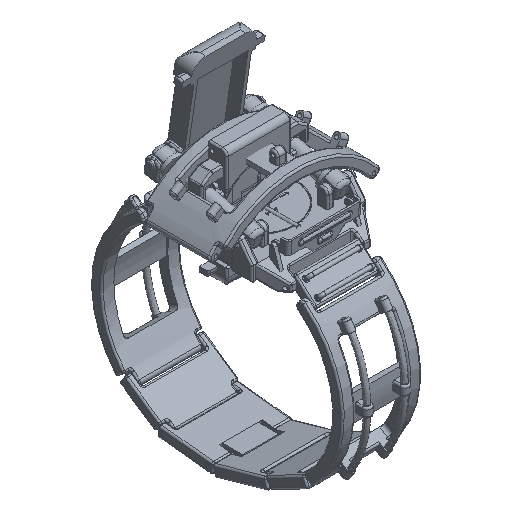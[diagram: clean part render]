
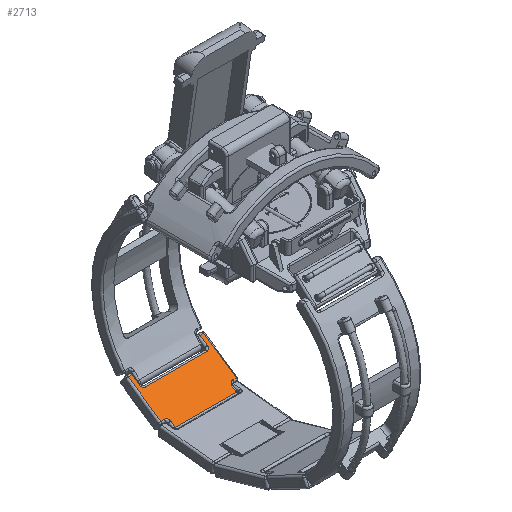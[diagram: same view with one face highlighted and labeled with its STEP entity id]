
A CAD part, isometric view. The second image highlights one B-rep face of the part: STEP entity #2713.
In plain terms, the highlighted face is planar.
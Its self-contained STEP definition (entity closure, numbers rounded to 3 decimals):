
#2713 = ADVANCED_FACE( '', ( #5635 ), #5636, .T. );
#5635 = FACE_OUTER_BOUND( '', #10147, .T. );
#5636 = PLANE( '', #10148 );
#10147 = EDGE_LOOP( '', ( #17378, #17379, #17380, #17381, #17382, #17383, #17384, #17385, #17386, #17387, #17388, #17389, #17390, #17391, #17392, #17393 ) );
#10148 = AXIS2_PLACEMENT_3D( '', #17394, #17395, #17396 );
#17378 = ORIENTED_EDGE( '', *, *, #19234, .F. );
#17379 = ORIENTED_EDGE( '', *, *, #19683, .T. );
#17380 = ORIENTED_EDGE( '', *, *, #20315, .T. );
#17381 = ORIENTED_EDGE( '', *, *, #19533, .T. );
#17382 = ORIENTED_EDGE( '', *, *, #20193, .T. );
#17383 = ORIENTED_EDGE( '', *, *, #20299, .F. );
#17384 = ORIENTED_EDGE( '', *, *, #19358, .T. );
#17385 = ORIENTED_EDGE( '', *, *, #18953, .F. );
#17386 = ORIENTED_EDGE( '', *, *, #20290, .T. );
#17387 = ORIENTED_EDGE( '', *, *, #18652, .T. );
#17388 = ORIENTED_EDGE( '', *, *, #18147, .T. );
#17389 = ORIENTED_EDGE( '', *, *, #20235, .T. );
#17390 = ORIENTED_EDGE( '', *, *, #19811, .F. );
#17391 = ORIENTED_EDGE( '', *, *, #19187, .T. );
#17392 = ORIENTED_EDGE( '', *, *, #20357, .T. );
#17393 = ORIENTED_EDGE( '', *, *, #19356, .T. );
#17394 = CARTESIAN_POINT( '', ( 9., 0., -4.5 ) );
#17395 = DIRECTION( '', ( 0., -1., 0. ) );
#17396 = DIRECTION( '', ( 0., 0., -1. ) );
#18147 = EDGE_CURVE( '', #21330, #21335, #21337, .F. );
#18652 = EDGE_CURVE( '', #22136, #21330, #22137, .F. );
#18953 = EDGE_CURVE( '', #22584, #22586, #22587, .T. );
#19187 = EDGE_CURVE( '', #22921, #22531, #22923, .F. );
#19234 = EDGE_CURVE( '', #22990, #22986, #22992, .T. );
#19356 = EDGE_CURVE( '', #22949, #22986, #23160, .F. );
#19358 = EDGE_CURVE( '', #23162, #22586, #23163, .F. );
#19533 = EDGE_CURVE( '', #23383, #21729, #23384, .F. );
#19683 = EDGE_CURVE( '', #22990, #22036, #23575, .F. );
#19811 = EDGE_CURVE( '', #22921, #23732, #23734, .T. );
#20193 = EDGE_CURVE( '', #21729, #24171, #24173, .F. );
#20235 = EDGE_CURVE( '', #21335, #23732, #24217, .F. );
#20290 = EDGE_CURVE( '', #22584, #22136, #24273, .F. );
#20299 = EDGE_CURVE( '', #23162, #24171, #24282, .T. );
#20315 = EDGE_CURVE( '', #22036, #23383, #24298, .F. );
#20357 = EDGE_CURVE( '', #22531, #22949, #24341, .F. );
#21330 = VERTEX_POINT( '', #25995 );
#21335 = VERTEX_POINT( '', #26001 );
#21337 = LINE( '', #26003, #26004 );
#21729 = VERTEX_POINT( '', #26551 );
#22036 = VERTEX_POINT( '', #27004 );
#22136 = VERTEX_POINT( '', #27139 );
#22137 = LINE( '', #27140, #27141 );
#22531 = VERTEX_POINT( '', #27870 );
#22584 = VERTEX_POINT( '', #27939 );
#22586 = VERTEX_POINT( '', #27941 );
#22587 = CIRCLE( '', #27942, 1. );
#22921 = VERTEX_POINT( '', #28486 );
#22923 = LINE( '', #28488, #28489 );
#22949 = VERTEX_POINT( '', #28524 );
#22986 = VERTEX_POINT( '', #28567 );
#22990 = VERTEX_POINT( '', #28571 );
#22992 = CIRCLE( '', #28573, 1. );
#23160 = LINE( '', #28806, #28807 );
#23162 = VERTEX_POINT( '', #28809 );
#23163 = LINE( '', #28810, #28811 );
#23383 = VERTEX_POINT( '', #29127 );
#23384 = LINE( '', #29128, #29129 );
#23575 = LINE( '', #29367, #29368 );
#23732 = VERTEX_POINT( '', #29637 );
#23734 = CIRCLE( '', #29639, 1. );
#24171 = VERTEX_POINT( '', #30233 );
#24173 = LINE( '', #30235, #30236 );
#24217 = LINE( '', #30323, #30324 );
#24273 = LINE( '', #30390, #30391 );
#24282 = CIRCLE( '', #30402, 1. );
#24298 = LINE( '', #30420, #30421 );
#24341 = LINE( '', #30501, #30502 );
#25995 = CARTESIAN_POINT( '', ( -10.5, 0., 7. ) );
#26001 = CARTESIAN_POINT( '', ( -10.5, 0., -4. ) );
#26003 = CARTESIAN_POINT( '', ( -10.5, 0., -4.5 ) );
#26004 = VECTOR( '', #31333, 1000. );
#26551 = CARTESIAN_POINT( '', ( 9.5, 0., 7. ) );
#27004 = CARTESIAN_POINT( '', ( 10.5, 0., -4. ) );
#27139 = CARTESIAN_POINT( '', ( -9.5, 0., 7. ) );
#27140 = CARTESIAN_POINT( '', ( -11., 0., 7. ) );
#27141 = VECTOR( '', #32117, 1000. );
#27870 = CARTESIAN_POINT( '', ( -8.5, 0., -6.5 ) );
#27939 = CARTESIAN_POINT( '', ( -9.5, 0., 4.5 ) );
#27941 = CARTESIAN_POINT( '', ( -8.5, 0., 3.5 ) );
#27942 = AXIS2_PLACEMENT_3D( '', #32505, #32506, #32507 );
#28486 = CARTESIAN_POINT( '', ( -8.5, 0., -5. ) );
#28488 = CARTESIAN_POINT( '', ( -8.5, 0., -7.5 ) );
#28489 = VECTOR( '', #32841, 1000. );
#28524 = CARTESIAN_POINT( '', ( 8.5, 0., -6.5 ) );
#28567 = CARTESIAN_POINT( '', ( 8.5, 0., -5. ) );
#28571 = CARTESIAN_POINT( '', ( 9.5, 0., -4. ) );
#28573 = AXIS2_PLACEMENT_3D( '', #32914, #32915, #32916 );
#28806 = CARTESIAN_POINT( '', ( 8.5, 0., -4.5 ) );
#28807 = VECTOR( '', #33072, 1000. );
#28809 = CARTESIAN_POINT( '', ( 8.5, 0., 3.5 ) );
#28810 = CARTESIAN_POINT( '', ( -9., 0., 3.5 ) );
#28811 = VECTOR( '', #33073, 1000. );
#29127 = CARTESIAN_POINT( '', ( 10.5, 0., 7. ) );
#29128 = CARTESIAN_POINT( '', ( 9., 0., 7. ) );
#29129 = VECTOR( '', #33307, 1000. );
#29367 = CARTESIAN_POINT( '', ( 11., 0., -4. ) );
#29368 = VECTOR( '', #33514, 1000. );
#29637 = CARTESIAN_POINT( '', ( -9.5, 0., -4. ) );
#29639 = AXIS2_PLACEMENT_3D( '', #33674, #33675, #33676 );
#30233 = CARTESIAN_POINT( '', ( 9.5, 0., 4.5 ) );
#30235 = CARTESIAN_POINT( '', ( 9.5, 0., 4.5 ) );
#30236 = VECTOR( '', #34057, 1000. );
#30323 = CARTESIAN_POINT( '', ( -9., 0., -4. ) );
#30324 = VECTOR( '', #34085, 1000. );
#30390 = CARTESIAN_POINT( '', ( -9.5, 0., 7.5 ) );
#30391 = VECTOR( '', #34123, 1000. );
#30402 = AXIS2_PLACEMENT_3D( '', #34126, #34127, #34128 );
#30420 = CARTESIAN_POINT( '', ( 10.5, 0., 7.5 ) );
#30421 = VECTOR( '', #34137, 1000. );
#30501 = CARTESIAN_POINT( '', ( 9., 0., -6.5 ) );
#30502 = VECTOR( '', #34161, 1000. );
#31333 = DIRECTION( '', ( 0., 0., 1. ) );
#32117 = DIRECTION( '', ( 1., 0., 0. ) );
#32505 = CARTESIAN_POINT( '', ( -8.5, 0., 4.5 ) );
#32506 = DIRECTION( '', ( 0., -1., 0. ) );
#32507 = DIRECTION( '', ( 0., 0., -1. ) );
#32841 = DIRECTION( '', ( 0., 0., 1. ) );
#32914 = CARTESIAN_POINT( '', ( 9.5, 0., -5. ) );
#32915 = DIRECTION( '', ( 0., -1., 0. ) );
#32916 = DIRECTION( '', ( 0., 0., -1. ) );
#33072 = DIRECTION( '', ( 0., 0., -1. ) );
#33073 = DIRECTION( '', ( 1., 0., 0. ) );
#33307 = DIRECTION( '', ( 1., 0., 0. ) );
#33514 = DIRECTION( '', ( -1., 0., 0. ) );
#33674 = CARTESIAN_POINT( '', ( -9.5, 0., -5. ) );
#33675 = DIRECTION( '', ( 0., -1., 0. ) );
#33676 = DIRECTION( '', ( 0., 0., -1. ) );
#34057 = DIRECTION( '', ( 0., 0., 1. ) );
#34085 = DIRECTION( '', ( -1., 0., 0. ) );
#34123 = DIRECTION( '', ( 0., 0., -1. ) );
#34126 = CARTESIAN_POINT( '', ( 8.5, 0., 4.5 ) );
#34127 = DIRECTION( '', ( 0., -1., 0. ) );
#34128 = DIRECTION( '', ( 0., 0., -1. ) );
#34137 = DIRECTION( '', ( 0., 0., -1. ) );
#34161 = DIRECTION( '', ( -1., 0., 0. ) );
